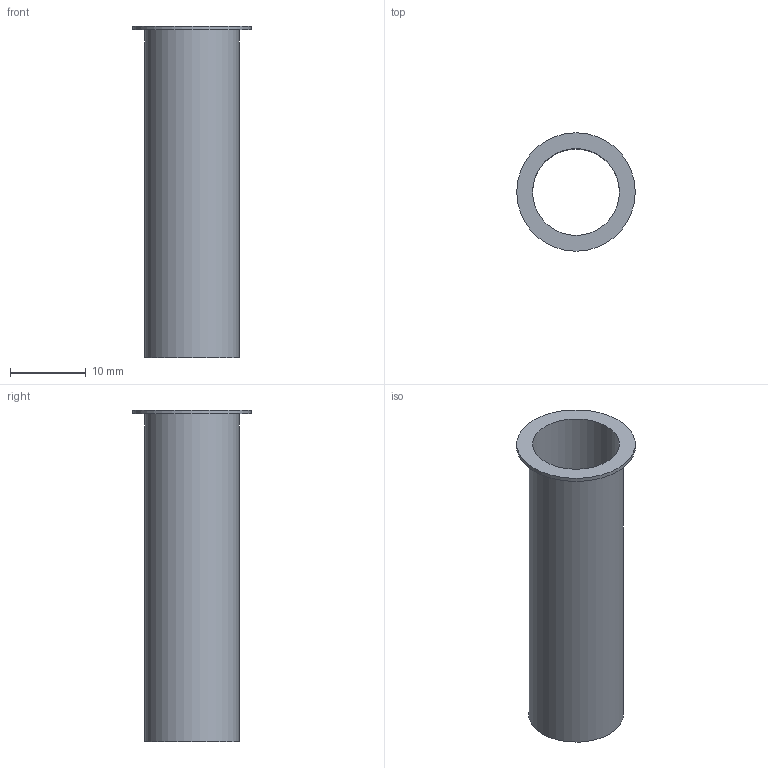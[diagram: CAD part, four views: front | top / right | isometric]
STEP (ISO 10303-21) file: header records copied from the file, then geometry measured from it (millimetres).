
FILE_DESCRIPTION(('HOOPS Exchange Step'),'2;1');
FILE_NAME('5101cd8afbed01b10d961f3416cb766a20220123-1-nz8m0p.SLDPRT.step','2022-01-23T18:15:43+00:00',('root'),('Unknown organisation'),'HOOPS Exchange 2021.0','HOOPS Exchange','Unknown authorisation');
FILE_SCHEMA( ('AUTOMOTIVE_DESIGN { 1 0 10303 214 1 1 1 1 }') );
Length unit declared in the file: millimetre
Products named in the file (2): Défaut; 5101cd8afbed01b10d961f3416cb766a20220123-1-nz8m0p
Assembly tree (1 placements, depth 2):
  5101cd8afbed01b10d961f3416cb766a20220123-1-nz8m0p
    Défaut
Bounding box: 15.69 x 15.69 x 43.9 mm (x, y, z)
Volume: 862.8 mm3; surface area: 3493.9 mm2
Topology: 1 solids, 1 shells, 6 faces, 15 edges, 12 vertices
Faces by surface type: plane 3, cylinder 3
Full cylindrical faces by diameter (mm): 11.5 x1, 12.5 x1, 15.69 x1
Entity records: 250 total; most frequent: DIRECTION 45, CARTESIAN_POINT 36, ORIENTED_EDGE 30, AXIS2_PLACEMENT_3D 21, EDGE_CURVE 15, VERTEX_POINT 12, CIRCLE 12, EDGE_LOOP 9
